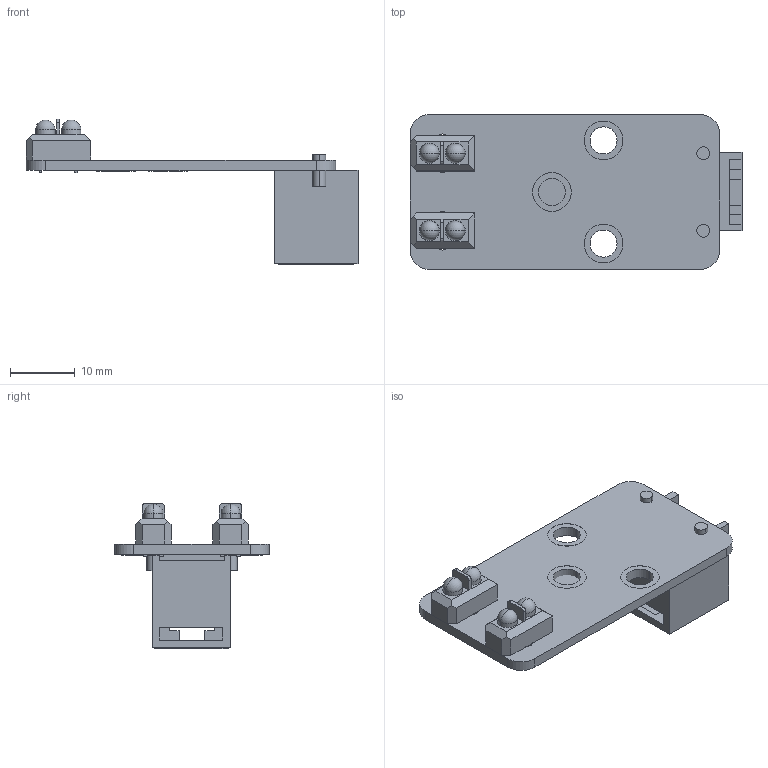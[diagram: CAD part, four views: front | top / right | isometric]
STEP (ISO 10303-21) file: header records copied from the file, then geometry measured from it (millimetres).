
FILE_DESCRIPTION (( 'STEP AP214' ), '1' );
FILE_NAME ('Me Line Follower V2.2.step', '2016-10-28T06:59:03', ( 'dell' ), ( '' ), 'SwSTEP 2.0', 'SolidWorks 2013', '' );
FILE_SCHEMA (( 'AUTOMOTIVE_DESIGN' ));
Length unit declared in the file: millimetre
Products named in the file (1): Me Line Follower V2.2
Bounding box: 51.46 x 24 x 22.5 mm (x, y, z)
Surface area: 5096.9 mm2 (no closed solid volume)
Topology: 0 solids, 26 shells, 254 faces, 687 edges, 454 vertices
Faces by surface type: plane 161, cylinder 85, sphere 8
Entity records: 10345 total; most frequent: CARTESIAN_POINT 1372, DIRECTION 1371, ORIENTED_EDGE 1202, EDGE_CURVE 671, VECTOR 481, LINE 481, VERTEX_POINT 446, AXIS2_PLACEMENT_3D 445
